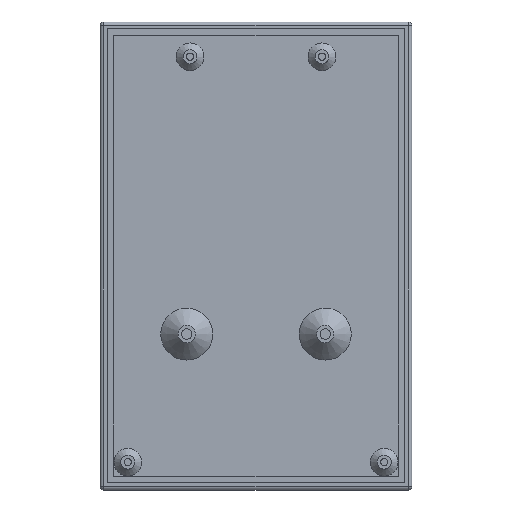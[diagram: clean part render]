
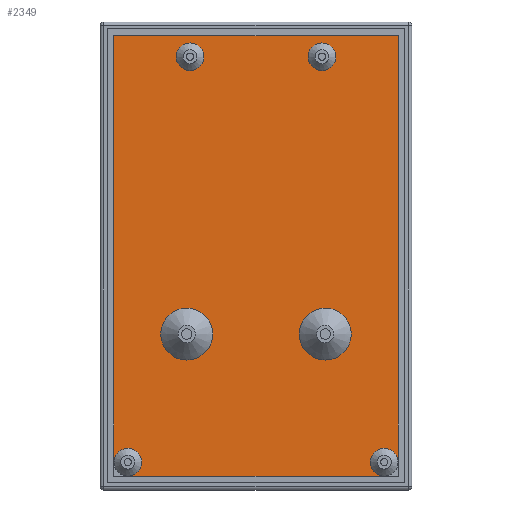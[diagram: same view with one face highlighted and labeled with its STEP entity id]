
A CAD part, top view. The second image highlights one B-rep face of the part: STEP entity #2349.
In plain terms, the highlighted planar face has unit normal (0, 0, 1).
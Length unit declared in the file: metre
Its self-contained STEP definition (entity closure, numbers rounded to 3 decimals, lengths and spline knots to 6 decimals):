
#182=LINE('',#3799,#392);
#186=LINE('',#3808,#396);
#191=LINE('',#3816,#401);
#192=LINE('',#3818,#402);
#392=VECTOR('',#3057,1.);
#396=VECTOR('',#3063,1.);
#401=VECTOR('',#3070,1.);
#402=VECTOR('',#3073,1.);
#516=PLANE('',#2556);
#907=ORIENTED_EDGE('',*,*,#1355,.T.);
#908=ORIENTED_EDGE('',*,*,#1356,.T.);
#909=ORIENTED_EDGE('',*,*,#1357,.T.);
#910=ORIENTED_EDGE('',*,*,#1358,.T.);
#911=ORIENTED_EDGE('',*,*,#1348,.T.);
#912=ORIENTED_EDGE('',*,*,#1359,.T.);
#913=ORIENTED_EDGE('',*,*,#1343,.F.);
#914=ORIENTED_EDGE('',*,*,#1339,.F.);
#915=ORIENTED_EDGE('',*,*,#1349,.T.);
#916=ORIENTED_EDGE('',*,*,#1360,.T.);
#1339=EDGE_CURVE('',#1601,#1602,#182,.T.);
#1343=EDGE_CURVE('',#1602,#1571,#186,.T.);
#1348=EDGE_CURVE('',#1575,#1573,#191,.T.);
#1349=EDGE_CURVE('',#1601,#1576,#192,.T.);
#1355=EDGE_CURVE('',#1611,#1611,#1707,.F.);
#1356=EDGE_CURVE('',#1612,#1612,#1708,.F.);
#1357=EDGE_CURVE('',#1613,#1613,#1709,.F.);
#1358=EDGE_CURVE('',#1614,#1614,#1710,.F.);
#1359=EDGE_CURVE('',#1573,#1571,#1711,.F.);
#1360=EDGE_CURVE('',#1576,#1575,#1712,.F.);
#1571=VERTEX_POINT('',#3725);
#1573=VERTEX_POINT('',#3728);
#1575=VERTEX_POINT('',#3733);
#1576=VERTEX_POINT('',#3735);
#1601=VERTEX_POINT('',#3800);
#1602=VERTEX_POINT('',#3801);
#1611=VERTEX_POINT('',#3831);
#1612=VERTEX_POINT('',#3833);
#1613=VERTEX_POINT('',#3835);
#1614=VERTEX_POINT('',#3837);
#1707=CIRCLE('',#2557,0.004);
#1708=CIRCLE('',#2558,0.004);
#1709=CIRCLE('',#2559,0.0075);
#1710=CIRCLE('',#2560,0.0075);
#1711=CIRCLE('',#2561,0.004);
#1712=CIRCLE('',#2562,0.004);
#1900=EDGE_LOOP('',(#907));
#1901=EDGE_LOOP('',(#908));
#1902=EDGE_LOOP('',(#909));
#1903=EDGE_LOOP('',(#910));
#1904=EDGE_LOOP('',(#911,#912,#913,#914,#915,#916));
#2128=FACE_BOUND('',#1900,.T.);
#2129=FACE_BOUND('',#1901,.T.);
#2130=FACE_BOUND('',#1902,.T.);
#2131=FACE_BOUND('',#1903,.T.);
#2132=FACE_BOUND('',#1904,.T.);
#2349=ADVANCED_FACE('',(#2128,#2129,#2130,#2131,#2132),#516,.T.);
#2556=AXIS2_PLACEMENT_3D('',#3829,#3081,#3082);
#2557=AXIS2_PLACEMENT_3D('',#3830,#3083,#3084);
#2558=AXIS2_PLACEMENT_3D('',#3832,#3085,#3086);
#2559=AXIS2_PLACEMENT_3D('',#3834,#3087,#3088);
#2560=AXIS2_PLACEMENT_3D('',#3836,#3089,#3090);
#2561=AXIS2_PLACEMENT_3D('',#3838,#3091,#3092);
#2562=AXIS2_PLACEMENT_3D('',#3839,#3093,#3094);
#3057=DIRECTION('',(1.,0.,0.));
#3063=DIRECTION('',(0.,-1.,0.));
#3070=DIRECTION('',(1.,0.,0.));
#3073=DIRECTION('',(0.,-1.,0.));
#3081=DIRECTION('',(0.,0.,1.));
#3082=DIRECTION('',(1.,0.,0.));
#3083=DIRECTION('',(0.,0.,1.));
#3084=DIRECTION('',(1.,0.,0.));
#3085=DIRECTION('',(0.,0.,1.));
#3086=DIRECTION('',(1.,0.,0.));
#3087=DIRECTION('',(0.,0.,1.));
#3088=DIRECTION('',(1.,0.,0.));
#3089=DIRECTION('',(0.,0.,1.));
#3090=DIRECTION('',(1.,0.,0.));
#3091=DIRECTION('',(0.,0.,1.));
#3092=DIRECTION('',(1.,0.,0.));
#3093=DIRECTION('',(0.,0.,1.));
#3094=DIRECTION('',(1.,0.,0.));
#3725=CARTESIAN_POINT('',(0.041,-0.037,0.003));
#3728=CARTESIAN_POINT('',(0.037,-0.041,0.003));
#3733=CARTESIAN_POINT('',(-0.037,-0.041,0.003));
#3735=CARTESIAN_POINT('',(-0.041,-0.037,0.003));
#3799=CARTESIAN_POINT('',(0.00285,0.08605,0.003));
#3800=CARTESIAN_POINT('',(-0.041,0.08605,0.003));
#3801=CARTESIAN_POINT('',(0.041,0.08605,0.003));
#3808=CARTESIAN_POINT('',(0.041,0.063525,0.003));
#3816=CARTESIAN_POINT('',(0.,-0.041,0.003));
#3818=CARTESIAN_POINT('',(-0.041,0.,0.003));
#3829=CARTESIAN_POINT('',(0.,0.022525,0.003));
#3830=CARTESIAN_POINT('',(0.01905,0.08005,0.003));
#3831=CARTESIAN_POINT('',(0.02305,0.08005,0.003));
#3832=CARTESIAN_POINT('',(-0.01905,0.08005,0.003));
#3833=CARTESIAN_POINT('',(-0.01505,0.08005,0.003));
#3834=CARTESIAN_POINT('',(0.02,0.,0.003));
#3835=CARTESIAN_POINT('',(0.0275,0.,0.003));
#3836=CARTESIAN_POINT('',(-0.02,0.,0.003));
#3837=CARTESIAN_POINT('',(-0.0125,0.,0.003));
#3838=CARTESIAN_POINT('',(0.037,-0.037,0.003));
#3839=CARTESIAN_POINT('',(-0.037,-0.037,0.003));
